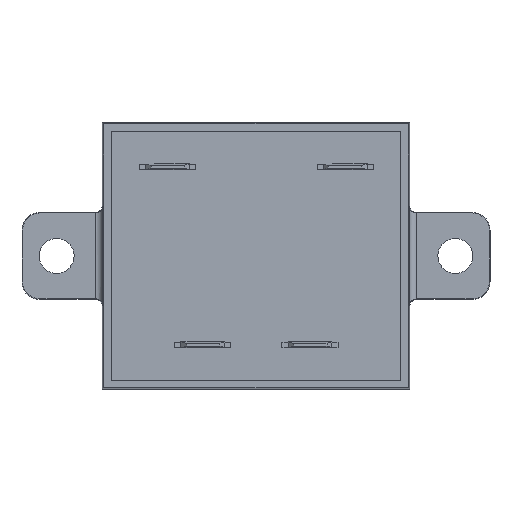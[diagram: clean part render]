
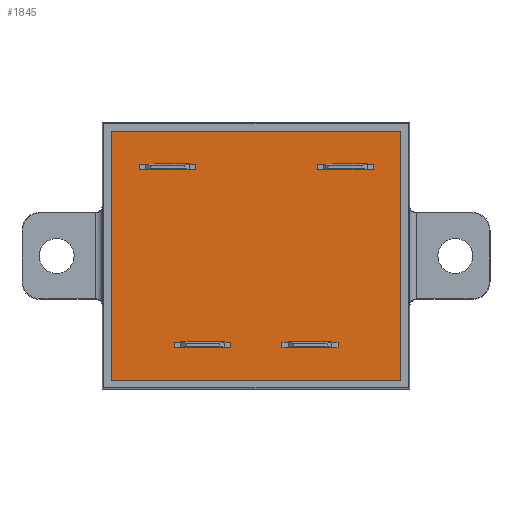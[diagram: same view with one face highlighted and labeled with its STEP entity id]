
A CAD part, top view. The second image highlights one B-rep face of the part: STEP entity #1845.
In plain terms, the highlighted planar face has unit normal (0, 0, 1).
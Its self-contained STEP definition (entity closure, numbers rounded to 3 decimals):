
#72=FACE_BOUND('',#191,.T.);
#73=FACE_BOUND('',#192,.T.);
#74=FACE_BOUND('',#193,.T.);
#75=FACE_BOUND('',#194,.T.);
#92=FACE_OUTER_BOUND('',#190,.T.);
#190=EDGE_LOOP('',(#1160,#1161,#1162,#1163));
#191=EDGE_LOOP('',(#1164,#1165,#1166,#1167));
#192=EDGE_LOOP('',(#1168,#1169,#1170,#1171));
#193=EDGE_LOOP('',(#1172,#1173,#1174,#1175));
#194=EDGE_LOOP('',(#1176,#1177,#1178,#1179));
#308=LINE('',#2593,#524);
#309=LINE('',#2595,#525);
#310=LINE('',#2597,#526);
#311=LINE('',#2598,#527);
#312=LINE('',#2601,#528);
#313=LINE('',#2603,#529);
#314=LINE('',#2605,#530);
#315=LINE('',#2606,#531);
#316=LINE('',#2609,#532);
#317=LINE('',#2611,#533);
#318=LINE('',#2613,#534);
#319=LINE('',#2614,#535);
#320=LINE('',#2617,#536);
#321=LINE('',#2619,#537);
#322=LINE('',#2621,#538);
#323=LINE('',#2622,#539);
#324=LINE('',#2625,#540);
#325=LINE('',#2627,#541);
#326=LINE('',#2629,#542);
#327=LINE('',#2630,#543);
#524=VECTOR('',#2103,10.);
#525=VECTOR('',#2104,10.);
#526=VECTOR('',#2105,10.);
#527=VECTOR('',#2106,10.);
#528=VECTOR('',#2107,10.);
#529=VECTOR('',#2108,10.);
#530=VECTOR('',#2109,10.);
#531=VECTOR('',#2110,10.);
#532=VECTOR('',#2111,10.);
#533=VECTOR('',#2112,10.);
#534=VECTOR('',#2113,10.);
#535=VECTOR('',#2114,10.);
#536=VECTOR('',#2115,10.);
#537=VECTOR('',#2116,10.);
#538=VECTOR('',#2117,10.);
#539=VECTOR('',#2118,10.);
#540=VECTOR('',#2119,10.);
#541=VECTOR('',#2120,10.);
#542=VECTOR('',#2121,10.);
#543=VECTOR('',#2122,10.);
#740=VERTEX_POINT('',#2591);
#741=VERTEX_POINT('',#2592);
#742=VERTEX_POINT('',#2594);
#743=VERTEX_POINT('',#2596);
#744=VERTEX_POINT('',#2599);
#745=VERTEX_POINT('',#2600);
#746=VERTEX_POINT('',#2602);
#747=VERTEX_POINT('',#2604);
#748=VERTEX_POINT('',#2607);
#749=VERTEX_POINT('',#2608);
#750=VERTEX_POINT('',#2610);
#751=VERTEX_POINT('',#2612);
#752=VERTEX_POINT('',#2615);
#753=VERTEX_POINT('',#2616);
#754=VERTEX_POINT('',#2618);
#755=VERTEX_POINT('',#2620);
#756=VERTEX_POINT('',#2623);
#757=VERTEX_POINT('',#2624);
#758=VERTEX_POINT('',#2626);
#759=VERTEX_POINT('',#2628);
#906=EDGE_CURVE('',#740,#741,#308,.T.);
#907=EDGE_CURVE('',#742,#740,#309,.T.);
#908=EDGE_CURVE('',#743,#742,#310,.T.);
#909=EDGE_CURVE('',#741,#743,#311,.T.);
#910=EDGE_CURVE('',#744,#745,#312,.T.);
#911=EDGE_CURVE('',#746,#744,#313,.T.);
#912=EDGE_CURVE('',#747,#746,#314,.T.);
#913=EDGE_CURVE('',#745,#747,#315,.T.);
#914=EDGE_CURVE('',#748,#749,#316,.T.);
#915=EDGE_CURVE('',#750,#748,#317,.T.);
#916=EDGE_CURVE('',#751,#750,#318,.T.);
#917=EDGE_CURVE('',#749,#751,#319,.T.);
#918=EDGE_CURVE('',#752,#753,#320,.T.);
#919=EDGE_CURVE('',#754,#752,#321,.T.);
#920=EDGE_CURVE('',#755,#754,#322,.T.);
#921=EDGE_CURVE('',#753,#755,#323,.T.);
#922=EDGE_CURVE('',#756,#757,#324,.T.);
#923=EDGE_CURVE('',#758,#756,#325,.T.);
#924=EDGE_CURVE('',#759,#758,#326,.T.);
#925=EDGE_CURVE('',#757,#759,#327,.T.);
#1160=ORIENTED_EDGE('',*,*,#906,.F.);
#1161=ORIENTED_EDGE('',*,*,#907,.F.);
#1162=ORIENTED_EDGE('',*,*,#908,.F.);
#1163=ORIENTED_EDGE('',*,*,#909,.F.);
#1164=ORIENTED_EDGE('',*,*,#910,.F.);
#1165=ORIENTED_EDGE('',*,*,#911,.F.);
#1166=ORIENTED_EDGE('',*,*,#912,.F.);
#1167=ORIENTED_EDGE('',*,*,#913,.F.);
#1168=ORIENTED_EDGE('',*,*,#914,.F.);
#1169=ORIENTED_EDGE('',*,*,#915,.F.);
#1170=ORIENTED_EDGE('',*,*,#916,.F.);
#1171=ORIENTED_EDGE('',*,*,#917,.F.);
#1172=ORIENTED_EDGE('',*,*,#918,.F.);
#1173=ORIENTED_EDGE('',*,*,#919,.F.);
#1174=ORIENTED_EDGE('',*,*,#920,.F.);
#1175=ORIENTED_EDGE('',*,*,#921,.F.);
#1176=ORIENTED_EDGE('',*,*,#922,.F.);
#1177=ORIENTED_EDGE('',*,*,#923,.F.);
#1178=ORIENTED_EDGE('',*,*,#924,.F.);
#1179=ORIENTED_EDGE('',*,*,#925,.F.);
#1668=PLANE('',#1963);
#1845=ADVANCED_FACE('',(#92,#72,#73,#74,#75),#1668,.T.);
#1963=AXIS2_PLACEMENT_3D('',#2590,#2101,#2102);
#2101=DIRECTION('center_axis',(0.,0.,
1.));
#2102=DIRECTION('ref_axis',(0.,-1.,0.));
#2103=DIRECTION('',(1.,0.,0.));
#2104=DIRECTION('',(0.,1.,0.));
#2105=DIRECTION('',(-1.,0.,0.));
#2106=DIRECTION('',(0.,-1.,0.));
#2107=DIRECTION('',(1.,0.002,0.));
#2108=DIRECTION('',(0.002,-1.,0.));
#2109=DIRECTION('',(-1.,-0.002,0.));
#2110=DIRECTION('',(-0.002,1.,0.));
#2111=DIRECTION('',(-1.,-0.002,0.));
#2112=DIRECTION('',(-0.002,1.,0.));
#2113=DIRECTION('',(1.,0.002,0.));
#2114=DIRECTION('',(0.002,-1.,0.));
#2115=DIRECTION('',(1.,0.002,0.));
#2116=DIRECTION('',(0.002,-1.,0.));
#2117=DIRECTION('',(-1.,-0.002,0.));
#2118=DIRECTION('',(-0.002,1.,0.));
#2119=DIRECTION('',(1.,0.002,0.));
#2120=DIRECTION('',(0.002,-1.,0.));
#2121=DIRECTION('',(-1.,-0.002,0.));
#2122=DIRECTION('',(-0.002,1.,0.));
#2590=CARTESIAN_POINT('Origin',(28.45,19.05,13.3));
#2591=CARTESIAN_POINT('',(7.803,36.797,13.3));
#2592=CARTESIAN_POINT('',(49.097,36.797,13.3));
#2593=CARTESIAN_POINT('',(18.225,36.797,13.3));
#2594=CARTESIAN_POINT('',(7.803,1.303,13.3));
#2595=CARTESIAN_POINT('',(7.803,10.275,13.3));
#2596=CARTESIAN_POINT('',(49.097,1.303,13.3));
#2597=CARTESIAN_POINT('',(38.675,1.303,13.3));
#2598=CARTESIAN_POINT('',(49.097,27.825,13.3));
#2599=CARTESIAN_POINT('',(16.855,5.94,13.3));
#2600=CARTESIAN_POINT('',(24.855,5.952,13.3));
#2601=CARTESIAN_POINT('',(24.664,5.952,13.3));
#2602=CARTESIAN_POINT('',(16.854,6.74,13.3));
#2603=CARTESIAN_POINT('',(16.844,12.886,13.3));
#2604=CARTESIAN_POINT('',(24.854,6.752,13.3));
#2605=CARTESIAN_POINT('',(24.663,6.752,13.3));
#2606=CARTESIAN_POINT('',(24.844,12.898,13.3));
#2607=CARTESIAN_POINT('',(45.204,32.152,13.3));
#2608=CARTESIAN_POINT('',(37.204,32.14,13.3));
#2609=CARTESIAN_POINT('',(34.815,32.136,13.3));
#2610=CARTESIAN_POINT('',(45.205,31.352,13.3));
#2611=CARTESIAN_POINT('',(45.215,25.215,13.3));
#2612=CARTESIAN_POINT('',(37.205,31.34,13.3));
#2613=CARTESIAN_POINT('',(34.817,31.336,13.3));
#2614=CARTESIAN_POINT('',(37.215,25.202,13.3));
#2615=CARTESIAN_POINT('',(11.805,31.34,13.3));
#2616=CARTESIAN_POINT('',(19.805,31.352,13.3));
#2617=CARTESIAN_POINT('',(22.119,31.356,13.3));
#2618=CARTESIAN_POINT('',(11.804,32.14,13.3));
#2619=CARTESIAN_POINT('',(11.814,25.582,13.3));
#2620=CARTESIAN_POINT('',(19.804,32.152,13.3));
#2621=CARTESIAN_POINT('',(22.117,32.156,13.3));
#2622=CARTESIAN_POINT('',(19.814,25.594,13.3));
#2623=CARTESIAN_POINT('',(32.155,5.94,13.3));
#2624=CARTESIAN_POINT('',(40.155,5.952,13.3));
#2625=CARTESIAN_POINT('',(32.314,5.94,13.3));
#2626=CARTESIAN_POINT('',(32.154,6.74,13.3));
#2627=CARTESIAN_POINT('',(32.144,12.898,13.3));
#2628=CARTESIAN_POINT('',(40.154,6.752,13.3));
#2629=CARTESIAN_POINT('',(32.313,6.74,13.3));
#2630=CARTESIAN_POINT('',(40.144,12.911,13.3));
